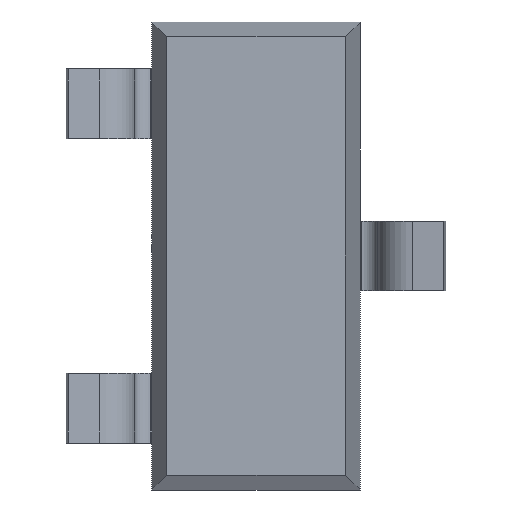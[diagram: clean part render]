
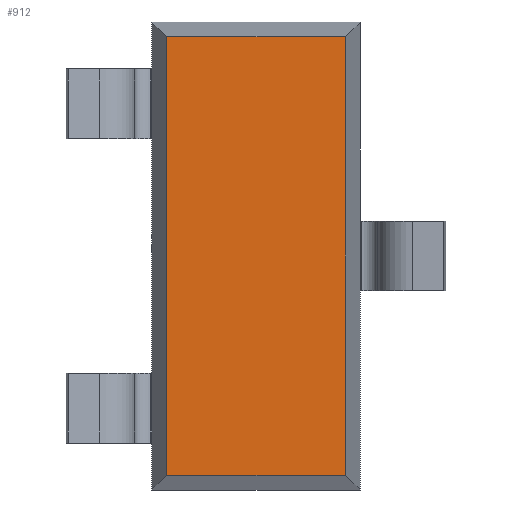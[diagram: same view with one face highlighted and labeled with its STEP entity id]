
A CAD part, front view. The second image highlights one B-rep face of the part: STEP entity #912.
In plain terms, the highlighted planar face has unit normal (0, -1, 0).
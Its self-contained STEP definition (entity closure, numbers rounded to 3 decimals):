
#30 = VECTOR ( 'NONE', #1451, 1000. ) ;
#63 = EDGE_CURVE ( 'NONE', #871, #447, #302, .T. ) ;
#200 = LINE ( 'NONE', #1620, #1859 ) ;
#278 = EDGE_LOOP ( 'NONE', ( #939, #440, #1702, #1712 ) ) ;
#302 = LINE ( 'NONE', #1172, #30 ) ;
#412 = DIRECTION ( 'NONE',  ( -1., 0., 0. ) ) ;
#440 = ORIENTED_EDGE ( 'NONE', *, *, #1572, .T. ) ;
#447 = VERTEX_POINT ( 'NONE', #540 ) ;
#503 = EDGE_CURVE ( 'NONE', #1143, #1880, #875, .T. ) ;
#518 = CARTESIAN_POINT ( 'NONE',  ( -0.558, 0.1, 1.368 ) ) ;
#540 = CARTESIAN_POINT ( 'NONE',  ( 0.558, 0.1, -1.368 ) ) ;
#721 = DIRECTION ( 'NONE',  ( 0., -1., 0. ) ) ;
#796 = VECTOR ( 'NONE', #1303, 1000. ) ;
#871 = VERTEX_POINT ( 'NONE', #973 ) ;
#875 = LINE ( 'NONE', #1580, #1587 ) ;
#912 = ADVANCED_FACE ( 'NONE', ( #1162 ), #1583, .T. ) ;
#934 = EDGE_CURVE ( 'NONE', #1880, #871, #1430, .T. ) ;
#939 = ORIENTED_EDGE ( 'NONE', *, *, #63, .T. ) ;
#973 = CARTESIAN_POINT ( 'NONE',  ( -0.558, 0.1, -1.368 ) ) ;
#1028 = CARTESIAN_POINT ( 'NONE',  ( -0.558, 0.1, 1.46 ) ) ;
#1143 = VERTEX_POINT ( 'NONE', #1368 ) ;
#1162 = FACE_OUTER_BOUND ( 'NONE', #278, .T. ) ;
#1172 = CARTESIAN_POINT ( 'NONE',  ( -0.65, 0.1, -1.368 ) ) ;
#1303 = DIRECTION ( 'NONE',  ( 0., 0., -1. ) ) ;
#1368 = CARTESIAN_POINT ( 'NONE',  ( 0.558, 0.1, 1.368 ) ) ;
#1407 = AXIS2_PLACEMENT_3D ( 'NONE', #1613, #721, #1734 ) ;
#1430 = LINE ( 'NONE', #1028, #796 ) ;
#1451 = DIRECTION ( 'NONE',  ( 1., 0., 0. ) ) ;
#1501 = DIRECTION ( 'NONE',  ( 0., 0., 1. ) ) ;
#1572 = EDGE_CURVE ( 'NONE', #447, #1143, #200, .T. ) ;
#1580 = CARTESIAN_POINT ( 'NONE',  ( 0.65, 0.1, 1.368 ) ) ;
#1583 = PLANE ( 'NONE',  #1407 ) ;
#1587 = VECTOR ( 'NONE', #412, 1000. ) ;
#1613 = CARTESIAN_POINT ( 'NONE',  ( 0., 0.1, 0. ) ) ;
#1620 = CARTESIAN_POINT ( 'NONE',  ( 0.558, 0.1, -1.46 ) ) ;
#1702 = ORIENTED_EDGE ( 'NONE', *, *, #503, .T. ) ;
#1712 = ORIENTED_EDGE ( 'NONE', *, *, #934, .T. ) ;
#1734 = DIRECTION ( 'NONE',  ( 0., 0., -1. ) ) ;
#1859 = VECTOR ( 'NONE', #1501, 1000. ) ;
#1880 = VERTEX_POINT ( 'NONE', #518 ) ;
